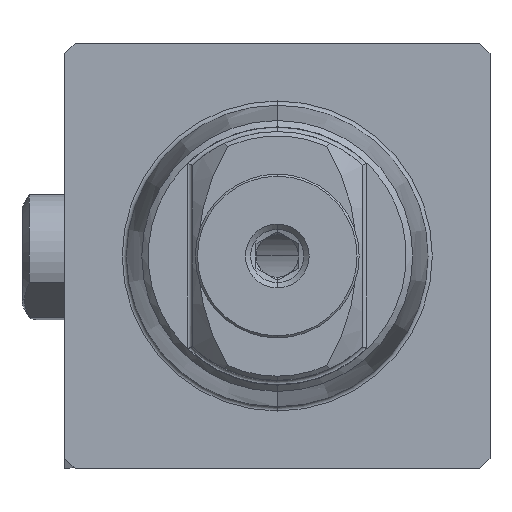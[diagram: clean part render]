
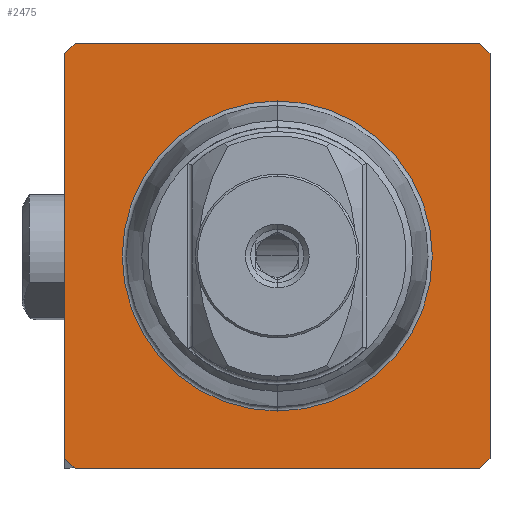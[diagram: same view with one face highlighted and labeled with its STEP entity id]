
A CAD part, left-side view. The second image highlights one B-rep face of the part: STEP entity #2475.
In plain terms, the highlighted planar face has unit normal (-1, 0, 0).
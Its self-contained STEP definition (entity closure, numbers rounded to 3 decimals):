
#1 = EDGE_CURVE ( 'NONE', #4735, #1965, #4105, .T. ) ;
#111 = DIRECTION ( 'NONE',  ( 0., 1., 0. ) ) ;
#125 = CARTESIAN_POINT ( 'NONE',  ( 0., -10., 0. ) ) ;
#214 = EDGE_CURVE ( 'NONE', #5471, #4848, #1744, .T. ) ;
#228 = CARTESIAN_POINT ( 'NONE',  ( 0., -9.5, 10. ) ) ;
#253 = EDGE_CURVE ( 'NONE', #4735, #2355, #537, .T. ) ;
#524 = VECTOR ( 'NONE', #4150, 1000. ) ;
#537 = LINE ( 'NONE', #4621, #2514 ) ;
#654 = VERTEX_POINT ( 'NONE', #228 ) ;
#656 = VECTOR ( 'NONE', #111, 1000. ) ;
#720 = DIRECTION ( 'NONE',  ( 0., 0.707, 0.707 ) ) ;
#839 = VECTOR ( 'NONE', #6214, 1000. ) ;
#913 = VECTOR ( 'NONE', #720, 1000. ) ;
#1028 = CIRCLE ( 'NONE', #5002, 7.287 ) ;
#1036 = DIRECTION ( 'NONE',  ( -1., 0., 0. ) ) ;
#1064 = CIRCLE ( 'NONE', #2334, 7.287 ) ;
#1087 = EDGE_CURVE ( 'NONE', #5471, #1965, #6741, .T. ) ;
#1143 = FACE_BOUND ( 'NONE', #5484, .T. ) ;
#1203 = CARTESIAN_POINT ( 'NONE',  ( 0., 0., 7.287 ) ) ;
#1419 = EDGE_CURVE ( 'NONE', #2137, #4848, #5548, .T. ) ;
#1444 = CARTESIAN_POINT ( 'NONE',  ( 0., 9.5, -10. ) ) ;
#1450 = CARTESIAN_POINT ( 'NONE',  ( 0., 7.287, -10. ) ) ;
#1524 = CARTESIAN_POINT ( 'NONE',  ( 0., -9.5, 10. ) ) ;
#1744 = LINE ( 'NONE', #1912, #8351 ) ;
#1776 = EDGE_CURVE ( 'NONE', #2137, #654, #5392, .T. ) ;
#1781 = ORIENTED_EDGE ( 'NONE', *, *, #1087, .F. ) ;
#1788 = ORIENTED_EDGE ( 'NONE', *, *, #214, .T. ) ;
#1890 = EDGE_CURVE ( 'NONE', #7274, #654, #7675, .T. ) ;
#1912 = CARTESIAN_POINT ( 'NONE',  ( 0., -10., -9.5 ) ) ;
#1965 = VERTEX_POINT ( 'NONE', #3741 ) ;
#2051 = VERTEX_POINT ( 'NONE', #3251 ) ;
#2072 = CARTESIAN_POINT ( 'NONE',  ( 0., 10., -9.5 ) ) ;
#2137 = VERTEX_POINT ( 'NONE', #4797 ) ;
#2334 = AXIS2_PLACEMENT_3D ( 'NONE', #3215, #1036, #7987 ) ;
#2355 = VERTEX_POINT ( 'NONE', #5016 ) ;
#2446 = FACE_OUTER_BOUND ( 'NONE', #2517, .T. ) ;
#2475 = ADVANCED_FACE ( 'NONE', ( #1143, #2446 ), #5820, .F. ) ;
#2514 = VECTOR ( 'NONE', #8615, 1000. ) ;
#2517 = EDGE_LOOP ( 'NONE', ( #6699, #4167, #1781, #1788, #3684, #7976, #5504, #3362 ) ) ;
#2645 = ORIENTED_EDGE ( 'NONE', *, *, #5375, .F. ) ;
#2904 = DIRECTION ( 'NONE',  ( 0., -1., 0. ) ) ;
#3215 = CARTESIAN_POINT ( 'NONE',  ( 0., 0., 0. ) ) ;
#3251 = CARTESIAN_POINT ( 'NONE',  ( 0., 0., -7.287 ) ) ;
#3362 = ORIENTED_EDGE ( 'NONE', *, *, #7597, .T. ) ;
#3613 = CARTESIAN_POINT ( 'NONE',  ( 0., 7.287, 10. ) ) ;
#3684 = ORIENTED_EDGE ( 'NONE', *, *, #1419, .F. ) ;
#3741 = CARTESIAN_POINT ( 'NONE',  ( 0., 9.5, -10. ) ) ;
#3859 = DIRECTION ( 'NONE',  ( 1., 0., 0. ) ) ;
#4048 = EDGE_CURVE ( 'NONE', #5414, #2051, #1028, .T. ) ;
#4105 = LINE ( 'NONE', #1444, #524 ) ;
#4150 = DIRECTION ( 'NONE',  ( 0., -0.707, -0.707 ) ) ;
#4167 = ORIENTED_EDGE ( 'NONE', *, *, #1, .T. ) ;
#4208 = LINE ( 'NONE', #6268, #839 ) ;
#4489 = VECTOR ( 'NONE', #8232, 1000. ) ;
#4621 = CARTESIAN_POINT ( 'NONE',  ( 0., 10., 0. ) ) ;
#4735 = VERTEX_POINT ( 'NONE', #2072 ) ;
#4797 = CARTESIAN_POINT ( 'NONE',  ( 0., -10., 9.5 ) ) ;
#4848 = VERTEX_POINT ( 'NONE', #6342 ) ;
#4891 = VECTOR ( 'NONE', #2904, 1000. ) ;
#5002 = AXIS2_PLACEMENT_3D ( 'NONE', #5963, #5921, #8410 ) ;
#5016 = CARTESIAN_POINT ( 'NONE',  ( 0., 10., 9.5 ) ) ;
#5188 = DIRECTION ( 'NONE',  ( 0., 0., -1. ) ) ;
#5375 = EDGE_CURVE ( 'NONE', #2051, #5414, #1064, .T. ) ;
#5392 = LINE ( 'NONE', #1524, #913 ) ;
#5414 = VERTEX_POINT ( 'NONE', #1203 ) ;
#5471 = VERTEX_POINT ( 'NONE', #7660 ) ;
#5484 = EDGE_LOOP ( 'NONE', ( #5815, #2645 ) ) ;
#5504 = ORIENTED_EDGE ( 'NONE', *, *, #1890, .F. ) ;
#5548 = LINE ( 'NONE', #125, #4489 ) ;
#5815 = ORIENTED_EDGE ( 'NONE', *, *, #4048, .F. ) ;
#5820 = PLANE ( 'NONE',  #8059 ) ;
#5921 = DIRECTION ( 'NONE',  ( -1., 0., 0. ) ) ;
#5963 = CARTESIAN_POINT ( 'NONE',  ( 0., 0., 0. ) ) ;
#6214 = DIRECTION ( 'NONE',  ( 0., 0.707, -0.707 ) ) ;
#6268 = CARTESIAN_POINT ( 'NONE',  ( 0., 10., 9.5 ) ) ;
#6342 = CARTESIAN_POINT ( 'NONE',  ( 0., -10., -9.5 ) ) ;
#6548 = DIRECTION ( 'NONE',  ( 0., -0.707, 0.707 ) ) ;
#6699 = ORIENTED_EDGE ( 'NONE', *, *, #253, .F. ) ;
#6741 = LINE ( 'NONE', #1450, #656 ) ;
#7158 = CARTESIAN_POINT ( 'NONE',  ( 0., 9.5, 10. ) ) ;
#7274 = VERTEX_POINT ( 'NONE', #7158 ) ;
#7597 = EDGE_CURVE ( 'NONE', #7274, #2355, #4208, .T. ) ;
#7660 = CARTESIAN_POINT ( 'NONE',  ( 0., -9.5, -10. ) ) ;
#7675 = LINE ( 'NONE', #3613, #4891 ) ;
#7976 = ORIENTED_EDGE ( 'NONE', *, *, #1776, .T. ) ;
#7987 = DIRECTION ( 'NONE',  ( 0., 0., 1. ) ) ;
#8059 = AXIS2_PLACEMENT_3D ( 'NONE', #8639, #3859, #5188 ) ;
#8232 = DIRECTION ( 'NONE',  ( 0., 0., -1. ) ) ;
#8351 = VECTOR ( 'NONE', #6548, 1000. ) ;
#8410 = DIRECTION ( 'NONE',  ( 0., 0., 1. ) ) ;
#8615 = DIRECTION ( 'NONE',  ( 0., 0., 1. ) ) ;
#8639 = CARTESIAN_POINT ( 'NONE',  ( 0., 7.287, 0. ) ) ;
